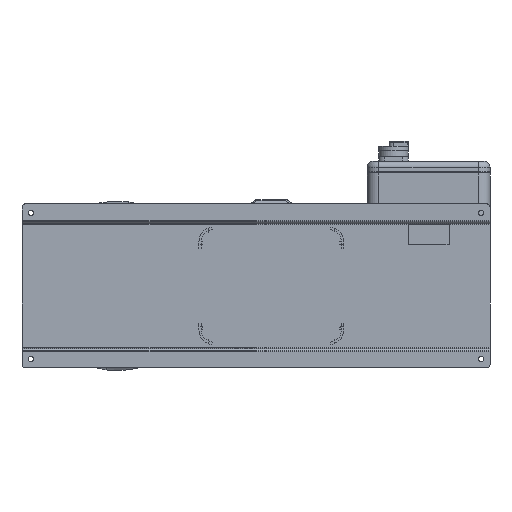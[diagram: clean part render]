
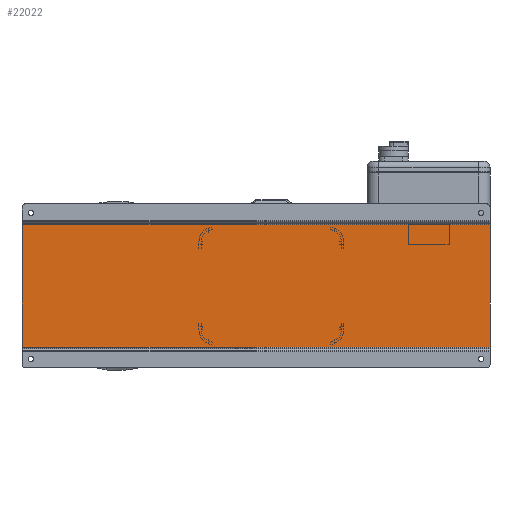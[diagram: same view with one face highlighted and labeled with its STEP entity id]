
A CAD part, front view. The second image highlights one B-rep face of the part: STEP entity #22022.
In plain terms, the highlighted planar face has unit normal (0, -1, 0).
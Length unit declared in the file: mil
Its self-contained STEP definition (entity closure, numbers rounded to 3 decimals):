
#77 = VECTOR ( 'NONE', #47023, 39370.079 ) ;
#1347 = ORIENTED_EDGE ( 'NONE', *, *, #7422, .T. ) ;
#2769 = LINE ( 'NONE', #35653, #32133 ) ;
#2811 = EDGE_CURVE ( 'NONE', #47962, #36022, #2769, .T. ) ;
#4929 = EDGE_CURVE ( 'NONE', #69166, #45775, #70835, .T. ) ;
#4998 = FACE_OUTER_BOUND ( 'NONE', #72635, .T. ) ;
#7130 = EDGE_CURVE ( 'NONE', #47962, #69166, #58230, .T. ) ;
#7422 = EDGE_CURVE ( 'NONE', #36022, #45775, #35037, .T. ) ;
#11065 = CARTESIAN_POINT ( 'NONE',  ( 15748.031, 2007.874, 4133.858 ) ) ;
#11508 = DIRECTION ( 'NONE',  ( 0., 0., -1. ) ) ;
#12283 = DIRECTION ( 'NONE',  ( -1., 0., 0. ) ) ;
#20167 = CARTESIAN_POINT ( 'NONE',  ( 15748.031, 2007.874, 4133.858 ) ) ;
#22022 = ADVANCED_FACE ( 'NONE', ( #4998 ), #28514, .F. ) ;
#26333 = VECTOR ( 'NONE', #11508, 39370.079 ) ;
#28514 = PLANE ( 'NONE',  #49546 ) ;
#29458 = ORIENTED_EDGE ( 'NONE', *, *, #4929, .F. ) ;
#32133 = VECTOR ( 'NONE', #41219, 39370.079 ) ;
#33160 = CARTESIAN_POINT ( 'NONE',  ( -15748.031, 2007.874, 4133.858 ) ) ;
#35037 = LINE ( 'NONE', #62629, #26333 ) ;
#35653 = CARTESIAN_POINT ( 'NONE',  ( 15748.031, 2007.874, 4133.858 ) ) ;
#36022 = VERTEX_POINT ( 'NONE', #33160 ) ;
#40435 = DIRECTION ( 'NONE',  ( 0., 1., 0. ) ) ;
#41219 = DIRECTION ( 'NONE',  ( -1., 0., 0. ) ) ;
#45651 = CARTESIAN_POINT ( 'NONE',  ( 15748.031, 2007.874, -4133.858 ) ) ;
#45775 = VERTEX_POINT ( 'NONE', #71061 ) ;
#47023 = DIRECTION ( 'NONE',  ( 0., 0., -1. ) ) ;
#47962 = VERTEX_POINT ( 'NONE', #11065 ) ;
#49546 = AXIS2_PLACEMENT_3D ( 'NONE', #45651, #40435, #62820 ) ;
#58230 = LINE ( 'NONE', #20167, #77 ) ;
#60902 = ORIENTED_EDGE ( 'NONE', *, *, #7130, .F. ) ;
#61155 = ORIENTED_EDGE ( 'NONE', *, *, #2811, .T. ) ;
#62629 = CARTESIAN_POINT ( 'NONE',  ( -15748.031, 2007.874, -4133.858 ) ) ;
#62820 = DIRECTION ( 'NONE',  ( 1., 0., 0. ) ) ;
#63419 = CARTESIAN_POINT ( 'NONE',  ( 15748.031, 2007.874, -4133.858 ) ) ;
#65632 = VECTOR ( 'NONE', #12283, 39370.079 ) ;
#69166 = VERTEX_POINT ( 'NONE', #69961 ) ;
#69961 = CARTESIAN_POINT ( 'NONE',  ( 15748.031, 2007.874, -4133.858 ) ) ;
#70835 = LINE ( 'NONE', #63419, #65632 ) ;
#71061 = CARTESIAN_POINT ( 'NONE',  ( -15748.031, 2007.874, -4133.858 ) ) ;
#72635 = EDGE_LOOP ( 'NONE', ( #1347, #29458, #60902, #61155 ) ) ;
